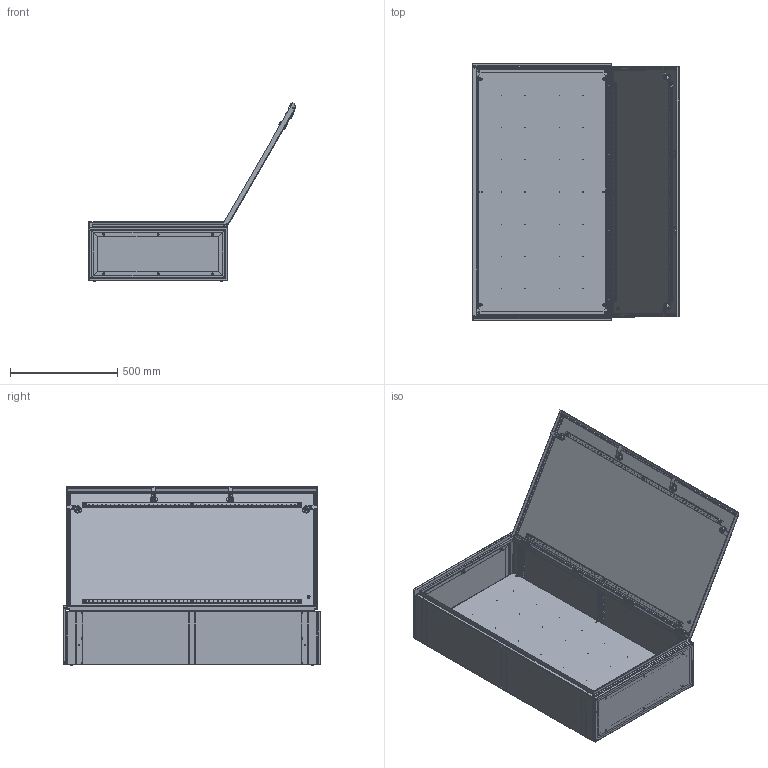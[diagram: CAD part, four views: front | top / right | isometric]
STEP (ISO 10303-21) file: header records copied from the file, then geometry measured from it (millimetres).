
FILE_DESCRIPTION (( 'STEP AP214' ), '1' );
FILE_NAME ('ÌÈ-957.00.00.000 ÙÌÏã-120.65.27 Ãðàíèò IP66 EKF PROxima_ñ îòêðûòîé äâåðüþ_ìîíòàæêà.STEP', '2018-09-17T10:55:42', ( 'admin' ), ( '' ), 'SwSTEP 2.0', 'SolidWorks 2017', '' );
FILE_SCHEMA (( 'AUTOMOTIVE_DESIGN' ));
Length unit declared in the file: millimetre
Products named in the file (31): ÌÈ-957.01.00.000 Äâåðü â ñáîðå; 呧蜦 3D; Çàìîê áîëüøîé; hex flange nut_din_Hexagon Flange Nut DIN 6923 - M6 - N; ÌÈ-957.01.00.002 Ïðîôèëü âåðòèêàëüíûé; pan head cross recess screw_din_DIN EN ISO 7045 - M6 x 16 - Z - 16N; Øïèëüêà ïðèâàðíàÿ Ì6õ16 DIN 13918; Çàãëóøêà äëÿ îòâô6; Ïåòëÿ íà äâåðü ï-îáðàçíàÿ; ÌÈ-956.05.00.000 ÑÁ Êðûøêà âåðõíÿÿ; ÓÊ íà äâåðü; ÌÈ-956.05.00.001 Êðûøêà âåðõíÿÿ; ﾌﾈ-957.01.00.001 ﾄ粢; ÌÈ-956.03.00.000 ÑÁ Êðûøêà íèæíÿÿ; ÌÈ-957.02.00.000 Êîðïóñ â ñáîðå; 邮 磬 牮牦; ÌÈ-956.02.00.001 Ïåðåìû÷êà; ÌÈ-956.03.00.001 Êðûøêà íèæíÿÿ; ÌÈ-957.02.01.000 Ñòåíêà çàäíÿÿ â ñáîðå; split pin_din_DIN 94-4x56-C-St; Øïèëüêà Ì6õ12; Ãàéêà êóçîâíàÿ Ì6; 昈-956.02.01.002 凎錪黟; ﾌﾈ-683.04.00.000 ﾍ瑜粱 ﾑﾁ; ÌÈ-957.02.01.001 Ñòåíêà çàäíÿÿ; Çàêëåïêà ãàå÷íàÿ Ì6 UNI 9203; ﾌﾈ-683.04.00.001 ﾍ瑜粱; ÌÈ-957.00.00.000 ÙÌÏã-120.65.27 Ãðàíèò IP66 EKF PROxima_ñ îòêðûòîé äâåðüþ_ìîíòàæêà; rivet 02_din_DIN 660-5x8-St-A-2; Íàâåñêà íà êîðïóñ ïîä êëåïêó; ÌÈ-957.06.00.001 Ïàíåëü ìîíòàæíàÿ
Assembly tree (110 placements, depth 4):
  ÌÈ-957.00.00.000 ÙÌÏã-120.65.27 Ãðàíèò IP66 EKF PROxima_ñ îòêðûòîé äâåðüþ_ìîíòàæêà
    ÌÈ-957.02.00.000 Êîðïóñ â ñáîðå
      ÌÈ-957.02.01.000 Ñòåíêà çàäíÿÿ â ñáîðå
        ÌÈ-957.02.01.001 Ñòåíêà çàäíÿÿ
        昈-956.02.01.002 凎錪黟  x6
        Øïèëüêà Ì6õ12
      ÌÈ-956.02.00.001 Ïåðåìû÷êà  x2
    ÌÈ-957.01.00.000 Äâåðü â ñáîðå
      ﾌﾈ-957.01.00.001 ﾄ粢
      ÓÊ íà äâåðü
      Øïèëüêà Ì6õ12
      Ïåòëÿ íà äâåðü ï-îáðàçíàÿ  x4
      Øïèëüêà ïðèâàðíàÿ Ì6õ16 DIN 13918  x6
      ÌÈ-957.01.00.002 Ïðîôèëü âåðòèêàëüíûé  x2
      hex flange nut_din_Hexagon Flange Nut DIN 6923 - M6 - N  x6
      Çàìîê áîëüøîé  x4
      呧蜦 3D
    hex flange nut_din_Hexagon Flange Nut DIN 6923 - M6 - N  x14
    ÌÈ-957.06.00.001 Ïàíåëü ìîíòàæíàÿ
    Íàâåñêà íà êîðïóñ ïîä êëåïêó  x4
    rivet 02_din_DIN 660-5x8-St-A-2  x8
    ﾌﾈ-683.04.00.000 ﾍ瑜粱 ﾑﾁ  x4
      ﾌﾈ-683.04.00.001 ﾍ瑜粱
      Çàêëåïêà ãàå÷íàÿ Ì6 UNI 9203
    Ãàéêà êóçîâíàÿ Ì6  x4
    split pin_din_DIN 94-4x56-C-St  x4
    ÌÈ-956.03.00.000 ÑÁ Êðûøêà íèæíÿÿ
      ÌÈ-956.03.00.001 Êðûøêà íèæíÿÿ
      Øïèëüêà ïðèâàðíàÿ Ì6õ16 DIN 13918  x6
      邮 磬 牮牦
    ÌÈ-956.05.00.000 ÑÁ Êðûøêà âåðõíÿÿ
      ÌÈ-956.05.00.001 Êðûøêà âåðõíÿÿ
      邮 磬 牮牦
      Øïèëüêà ïðèâàðíàÿ Ì6õ16 DIN 13918  x6
    Çàãëóøêà äëÿ îòâô6  x4
    pan head cross recess screw_din_DIN EN ISO 7045 - M6 x 16 - Z - 16N  x8
Bounding box: 965.19 x 1199.54 x 831.42 mm (x, y, z)
Volume: 5417466 mm3; surface area: 7673450.5 mm2
Topology: 114 solids, 134 shells, 4521 faces, 10930 edges, 6796 vertices
Faces by surface type: plane 1945, cylinder 1824, cone 384, bspline 176, torus 168, sphere 24
Entity records: 53240 total; most frequent: CARTESIAN_POINT 10820, DIRECTION 8274, ORIENTED_EDGE 7764, EDGE_CURVE 3882, AXIS2_PLACEMENT_3D 2955, VERTEX_POINT 2427, VECTOR 2364, LINE 2364
